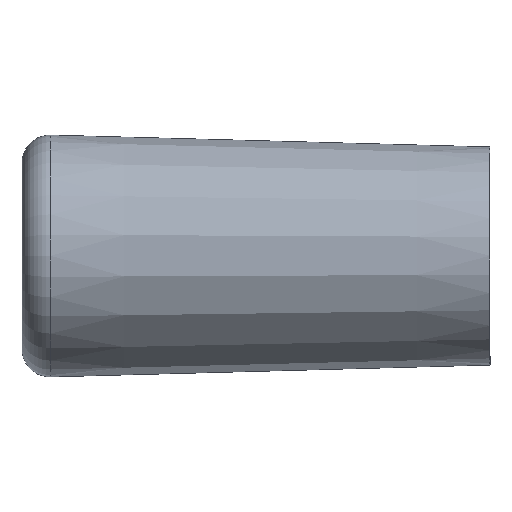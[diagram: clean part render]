
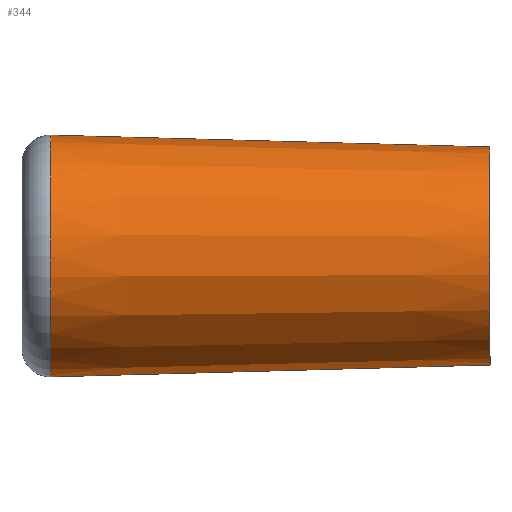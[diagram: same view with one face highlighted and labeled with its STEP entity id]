
A CAD part, top view. The second image highlights one B-rep face of the part: STEP entity #344.
In plain terms, the highlighted conical face has half-angle 1.547 degrees and reference radius 11.65 mm.
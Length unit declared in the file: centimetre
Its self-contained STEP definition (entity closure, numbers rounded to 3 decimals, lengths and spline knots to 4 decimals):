
#10 = EDGE_CURVE ( 'NONE', #21, #46, #191, .T. ) ;
#21 = VERTEX_POINT ( 'NONE', #216 ) ;
#29 = DIRECTION ( 'NONE',  ( -1., -0.027, 0. ) ) ;
#46 = VERTEX_POINT ( 'NONE', #386 ) ;
#59 = DIRECTION ( 'NONE',  ( -1., 0., 0. ) ) ;
#63 = DIRECTION ( 'NONE',  ( -1., 0., 0. ) ) ;
#76 = DIRECTION ( 'NONE',  ( -1., 0., 0. ) ) ;
#94 = CARTESIAN_POINT ( 'NONE',  ( 0., 1.165, 0. ) ) ;
#99 = CARTESIAN_POINT ( 'NONE',  ( -4.6919, -1.2917, 0. ) ) ;
#118 = CARTESIAN_POINT ( 'NONE',  ( -0.0019, 0., 0. ) ) ;
#122 = ORIENTED_EDGE ( 'NONE', *, *, #150, .F. ) ;
#147 = ORIENTED_EDGE ( 'NONE', *, *, #422, .T. ) ;
#150 = EDGE_CURVE ( 'NONE', #427, #421, #403, .T. ) ;
#160 = AXIS2_PLACEMENT_3D ( 'NONE', #118, #76, #425 ) ;
#165 = DIRECTION ( 'NONE',  ( 0., -1., 0. ) ) ;
#169 = CARTESIAN_POINT ( 'NONE',  ( 0., 0., 0. ) ) ;
#180 = ORIENTED_EDGE ( 'NONE', *, *, #340, .F. ) ;
#183 = CONICAL_SURFACE ( 'NONE', #346, 1.165, 0.027 ) ;
#191 = CIRCLE ( 'NONE', #160, 1.1651 ) ;
#207 = LINE ( 'NONE', #94, #249 ) ;
#210 = VECTOR ( 'NONE', #29, 100. ) ;
#216 = CARTESIAN_POINT ( 'NONE',  ( -0.0019, -1.1651, 0. ) ) ;
#249 = VECTOR ( 'NONE', #277, 100. ) ;
#260 = EDGE_LOOP ( 'NONE', ( #286, #147, #122, #180 ) ) ;
#277 = DIRECTION ( 'NONE',  ( -1., 0.027, 0. ) ) ;
#286 = ORIENTED_EDGE ( 'NONE', *, *, #10, .T. ) ;
#309 = CARTESIAN_POINT ( 'NONE',  ( -4.6919, 1.2917, 0. ) ) ;
#322 = AXIS2_PLACEMENT_3D ( 'NONE', #370, #63, #165 ) ;
#334 = DIRECTION ( 'NONE',  ( 0., -1., 0. ) ) ;
#337 = FACE_OUTER_BOUND ( 'NONE', #260, .T. ) ;
#340 = EDGE_CURVE ( 'NONE', #21, #427, #367, .T. ) ;
#344 = ADVANCED_FACE ( 'NONE', ( #337 ), #183, .T. ) ;
#346 = AXIS2_PLACEMENT_3D ( 'NONE', #169, #59, #334 ) ;
#367 = LINE ( 'NONE', #369, #210 ) ;
#369 = CARTESIAN_POINT ( 'NONE',  ( 0., -1.165, 0. ) ) ;
#370 = CARTESIAN_POINT ( 'NONE',  ( -4.6919, 0., 0. ) ) ;
#386 = CARTESIAN_POINT ( 'NONE',  ( -0.0019, 1.1651, 0. ) ) ;
#403 = CIRCLE ( 'NONE', #322, 1.2917 ) ;
#421 = VERTEX_POINT ( 'NONE', #309 ) ;
#422 = EDGE_CURVE ( 'NONE', #46, #421, #207, .T. ) ;
#425 = DIRECTION ( 'NONE',  ( 0., 1., 0. ) ) ;
#427 = VERTEX_POINT ( 'NONE', #99 ) ;
